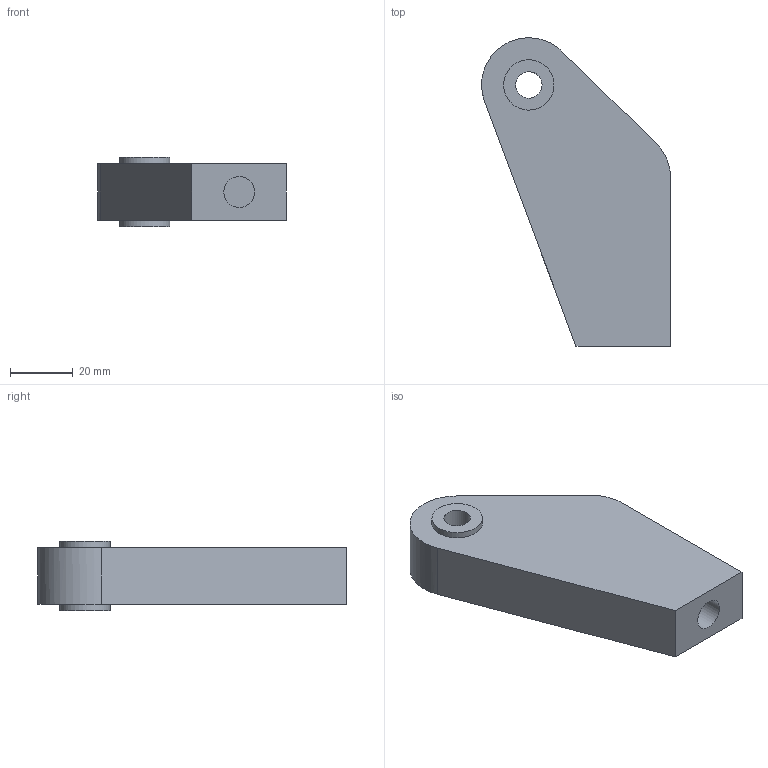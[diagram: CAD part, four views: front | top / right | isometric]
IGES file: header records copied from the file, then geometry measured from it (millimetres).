
Global section: file name: Pied-table-pong.igs; preprocessor: I-DEAS 3D IGES Translator 10; date: 20220816.183821; units: millimetre
Bounding box: 60 x 98 x 22 mm (x, y, z)
Volume: 66857.3 mm3; surface area: 14182.9 mm2
Topology: 1 solids, 1 shells, 15 faces, 30 edges, 20 vertices
Faces by surface type: bspline 15
